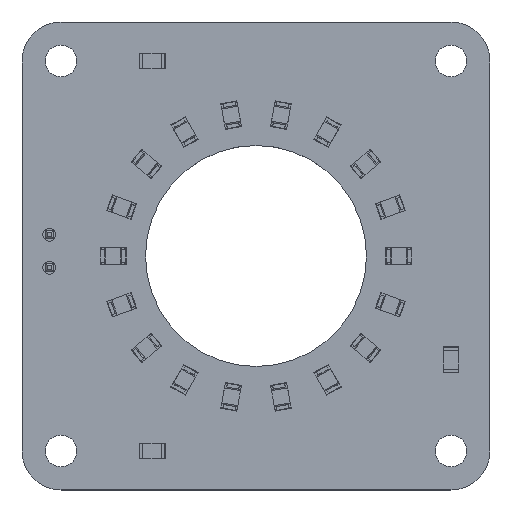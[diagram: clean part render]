
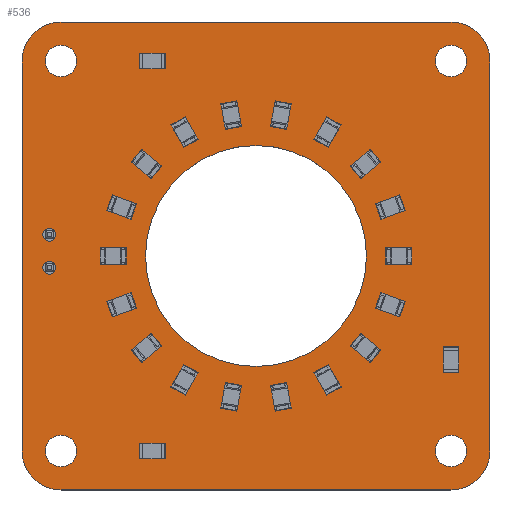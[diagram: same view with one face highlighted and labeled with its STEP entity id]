
A CAD part, top view. The second image highlights one B-rep face of the part: STEP entity #536.
In plain terms, the highlighted planar face has unit normal (0, 0, 1).
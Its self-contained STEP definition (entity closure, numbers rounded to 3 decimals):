
#54 = VERTEX_POINT('',#55);
#55 = CARTESIAN_POINT('',(35.8,-32.8,0.));
#72 = VERTEX_POINT('',#73);
#73 = CARTESIAN_POINT('',(65.8,-32.8,0.));
#79 = EDGE_CURVE('',#54,#72,#80,.T.);
#80 = LINE('',#81,#82);
#81 = CARTESIAN_POINT('',(35.8,-32.8,0.));
#82 = VECTOR('',#83,1.);
#83 = DIRECTION('',(1.,0.,0.));
#104 = VERTEX_POINT('',#105);
#105 = CARTESIAN_POINT('',(32.8,-35.8,0.));
#111 = EDGE_CURVE('',#54,#104,#112,.T.);
#112 = CIRCLE('',#113,3.);
#113 = AXIS2_PLACEMENT_3D('',#114,#115,#116);
#114 = CARTESIAN_POINT('',(35.8,-35.8,0.));
#115 = DIRECTION('',(0.,0.,1.));
#116 = DIRECTION('',(1.,0.,0.));
#127 = VERTEX_POINT('',#128);
#128 = CARTESIAN_POINT('',(68.8,-35.8,0.));
#144 = EDGE_CURVE('',#127,#72,#145,.T.);
#145 = CIRCLE('',#146,3.);
#146 = AXIS2_PLACEMENT_3D('',#147,#148,#149);
#147 = CARTESIAN_POINT('',(65.8,-35.8,0.));
#148 = DIRECTION('',(0.,0.,1.));
#149 = DIRECTION('',(1.,0.,0.));
#169 = VERTEX_POINT('',#170);
#170 = CARTESIAN_POINT('',(32.8,-65.8,0.));
#176 = EDGE_CURVE('',#104,#169,#177,.T.);
#177 = LINE('',#178,#179);
#178 = CARTESIAN_POINT('',(32.8,-35.8,0.));
#179 = VECTOR('',#180,1.);
#180 = DIRECTION('',(0.,-1.,0.));
#200 = VERTEX_POINT('',#201);
#201 = CARTESIAN_POINT('',(68.8,-65.8,0.));
#207 = EDGE_CURVE('',#127,#200,#208,.T.);
#208 = LINE('',#209,#210);
#209 = CARTESIAN_POINT('',(68.8,-35.8,0.));
#210 = VECTOR('',#211,1.);
#211 = DIRECTION('',(0.,-1.,0.));
#232 = VERTEX_POINT('',#233);
#233 = CARTESIAN_POINT('',(35.8,-68.8,0.));
#239 = EDGE_CURVE('',#169,#232,#240,.T.);
#240 = CIRCLE('',#241,3.);
#241 = AXIS2_PLACEMENT_3D('',#242,#243,#244);
#242 = CARTESIAN_POINT('',(35.8,-65.8,0.));
#243 = DIRECTION('',(0.,0.,1.));
#244 = DIRECTION('',(1.,0.,0.));
#255 = VERTEX_POINT('',#256);
#256 = CARTESIAN_POINT('',(65.8,-68.8,0.));
#272 = EDGE_CURVE('',#255,#200,#273,.T.);
#273 = CIRCLE('',#274,3.);
#274 = AXIS2_PLACEMENT_3D('',#275,#276,#277);
#275 = CARTESIAN_POINT('',(65.8,-65.8,0.));
#276 = DIRECTION('',(0.,0.,1.));
#277 = DIRECTION('',(1.,0.,0.));
#295 = EDGE_CURVE('',#255,#232,#296,.T.);
#296 = LINE('',#297,#298);
#297 = CARTESIAN_POINT('',(65.8,-68.8,0.));
#298 = VECTOR('',#299,1.);
#299 = DIRECTION('',(-1.,0.,0.));
#310 = VERTEX_POINT('',#311);
#311 = CARTESIAN_POINT('',(67.019,-65.8,0.));
#327 = EDGE_CURVE('',#310,#310,#328,.T.);
#328 = CIRCLE('',#329,1.219);
#329 = AXIS2_PLACEMENT_3D('',#330,#331,#332);
#330 = CARTESIAN_POINT('',(65.8,-65.8,0.));
#331 = DIRECTION('',(0.,0.,1.));
#332 = DIRECTION('',(1.,0.,-0.));
#343 = VERTEX_POINT('',#344);
#344 = CARTESIAN_POINT('',(37.019,-65.8,0.));
#360 = EDGE_CURVE('',#343,#343,#361,.T.);
#361 = CIRCLE('',#362,1.219);
#362 = AXIS2_PLACEMENT_3D('',#363,#364,#365);
#363 = CARTESIAN_POINT('',(35.8,-65.8,0.));
#364 = DIRECTION('',(0.,0.,1.));
#365 = DIRECTION('',(1.,0.,-0.));
#376 = VERTEX_POINT('',#377);
#377 = CARTESIAN_POINT('',(35.4,-51.7,0.));
#393 = EDGE_CURVE('',#376,#376,#394,.T.);
#394 = CIRCLE('',#395,0.5);
#395 = AXIS2_PLACEMENT_3D('',#396,#397,#398);
#396 = CARTESIAN_POINT('',(34.9,-51.7,0.));
#397 = DIRECTION('',(0.,0.,1.));
#398 = DIRECTION('',(1.,0.,-0.));
#409 = VERTEX_POINT('',#410);
#410 = CARTESIAN_POINT('',(59.3,-50.8,0.));
#426 = EDGE_CURVE('',#409,#409,#427,.T.);
#427 = CIRCLE('',#428,8.5);
#428 = AXIS2_PLACEMENT_3D('',#429,#430,#431);
#429 = CARTESIAN_POINT('',(50.8,-50.8,0.));
#430 = DIRECTION('',(0.,0.,1.));
#431 = DIRECTION('',(1.,0.,0.));
#442 = VERTEX_POINT('',#443);
#443 = CARTESIAN_POINT('',(67.019,-35.8,0.));
#459 = EDGE_CURVE('',#442,#442,#460,.T.);
#460 = CIRCLE('',#461,1.219);
#461 = AXIS2_PLACEMENT_3D('',#462,#463,#464);
#462 = CARTESIAN_POINT('',(65.8,-35.8,0.));
#463 = DIRECTION('',(0.,0.,1.));
#464 = DIRECTION('',(1.,0.,-0.));
#475 = VERTEX_POINT('',#476);
#476 = CARTESIAN_POINT('',(35.4,-49.16,0.));
#492 = EDGE_CURVE('',#475,#475,#493,.T.);
#493 = CIRCLE('',#494,0.5);
#494 = AXIS2_PLACEMENT_3D('',#495,#496,#497);
#495 = CARTESIAN_POINT('',(34.9,-49.16,0.));
#496 = DIRECTION('',(0.,0.,1.));
#497 = DIRECTION('',(1.,0.,-0.));
#508 = VERTEX_POINT('',#509);
#509 = CARTESIAN_POINT('',(37.019,-35.8,0.));
#525 = EDGE_CURVE('',#508,#508,#526,.T.);
#526 = CIRCLE('',#527,1.219);
#527 = AXIS2_PLACEMENT_3D('',#528,#529,#530);
#528 = CARTESIAN_POINT('',(35.8,-35.8,0.));
#529 = DIRECTION('',(0.,0.,1.));
#530 = DIRECTION('',(1.,0.,-0.));
#536 = ADVANCED_FACE('',(#537,#547,#550,#553,#556,#559,#562,#565),#568,
  .F.);
#537 = FACE_BOUND('',#538,.F.);
#538 = EDGE_LOOP('',(#539,#540,#541,#542,#543,#544,#545,#546));
#539 = ORIENTED_EDGE('',*,*,#79,.T.);
#540 = ORIENTED_EDGE('',*,*,#144,.F.);
#541 = ORIENTED_EDGE('',*,*,#207,.T.);
#542 = ORIENTED_EDGE('',*,*,#272,.F.);
#543 = ORIENTED_EDGE('',*,*,#295,.T.);
#544 = ORIENTED_EDGE('',*,*,#239,.F.);
#545 = ORIENTED_EDGE('',*,*,#176,.F.);
#546 = ORIENTED_EDGE('',*,*,#111,.F.);
#547 = FACE_BOUND('',#548,.F.);
#548 = EDGE_LOOP('',(#549));
#549 = ORIENTED_EDGE('',*,*,#327,.T.);
#550 = FACE_BOUND('',#551,.F.);
#551 = EDGE_LOOP('',(#552));
#552 = ORIENTED_EDGE('',*,*,#360,.T.);
#553 = FACE_BOUND('',#554,.F.);
#554 = EDGE_LOOP('',(#555));
#555 = ORIENTED_EDGE('',*,*,#393,.T.);
#556 = FACE_BOUND('',#557,.F.);
#557 = EDGE_LOOP('',(#558));
#558 = ORIENTED_EDGE('',*,*,#426,.T.);
#559 = FACE_BOUND('',#560,.F.);
#560 = EDGE_LOOP('',(#561));
#561 = ORIENTED_EDGE('',*,*,#459,.T.);
#562 = FACE_BOUND('',#563,.F.);
#563 = EDGE_LOOP('',(#564));
#564 = ORIENTED_EDGE('',*,*,#492,.T.);
#565 = FACE_BOUND('',#566,.F.);
#566 = EDGE_LOOP('',(#567));
#567 = ORIENTED_EDGE('',*,*,#525,.T.);
#568 = PLANE('',#569);
#569 = AXIS2_PLACEMENT_3D('',#570,#571,#572);
#570 = CARTESIAN_POINT('',(50.8,-50.8,0.));
#571 = DIRECTION('',(-0.,-0.,-1.));
#572 = DIRECTION('',(-1.,0.,0.));
